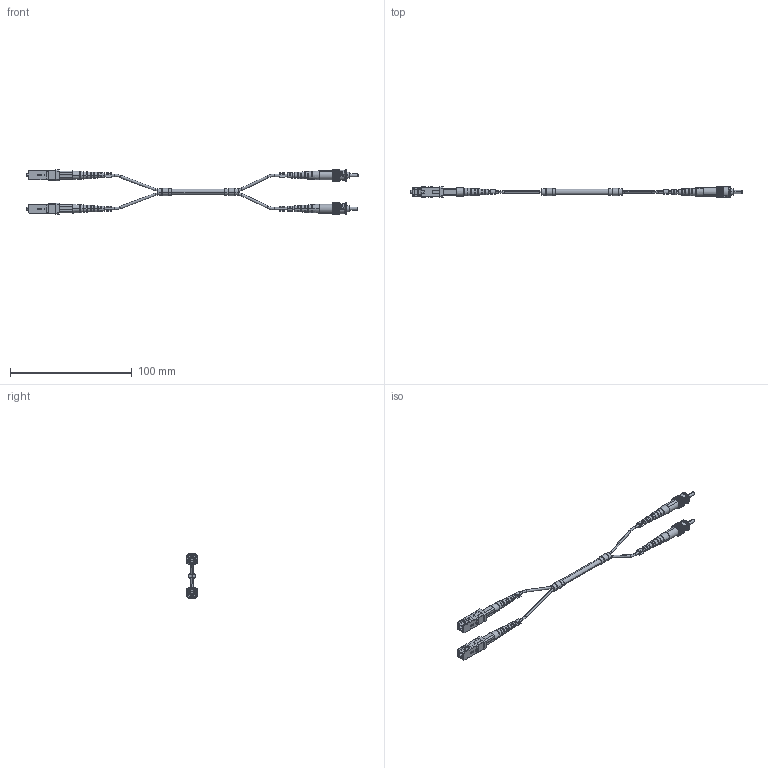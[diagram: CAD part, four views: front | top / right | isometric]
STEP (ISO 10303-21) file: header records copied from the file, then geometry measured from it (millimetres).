
FILE_DESCRIPTION (( 'STEP AP214' ), '1' );
FILE_NAME ('FCA-SSCUSTUD_3D.STEP', '2022-01-18T23:42:37', ( '' ), ( '' ), 'SwSTEP 2.0', 'SolidWorks 2021', '' );
FILE_SCHEMA (( 'AUTOMOTIVE_DESIGN' ));
Length unit declared in the file: inch
Products named in the file (19): Copy (2) of 1AF05-007^FCA-SSCUSTUD; 1AF04-005-MA1^1AF04-005(2)_Copy (2) of 1AF04-005_FCA-SSCUSTUD; 1AF04-005-MA3^1AF04-005(2)_Copy (2) of 1AF04-005_FCA-SSCUSTUD; LBL-C3P-B; 1AF05-007-MA2^Copy of 1AF05-007_FCA-SSCUSTUD; FCA-FCFC-DPS1Z-ma1_YELLOW; FOC-STMMS09; 1AF04-005-MA2^1AF04-005(2)_Copy (2) of 1AF04-005_FCA-SSCUSTUD; Copy (2) of 1AF04-005^FCA-SSCUSTUD; 1AF05-007-MA2^Copy (2) of 1AF05-007_FCA-SSCUSTUD; 1AF05-008-MA1; LBL-C3P-A; 1AF04-005-MA4^1AF04-005(2)_Copy (2) of 1AF04-005_FCA-SSCUSTUD; G652D 2 FIBERS OPTICAL; FOC-001BA-PROD-MA1_New - With Locking Slots; FCA-SSCUSTUD_3D; FOC-001BA-PROD-MA3; Copy of 1AF05-007^FCA-SSCUSTUD; 1AF04-005(2)^Copy (2) of 1AF04-005_FCA-SSCUSTUD
Assembly tree (22 placements, depth 4):
  FCA-SSCUSTUD_3D
    FCA-FCFC-DPS1Z-ma1_YELLOW
    LBL-C3P-A  x2
    LBL-C3P-B  x2
    G652D 2 FIBERS OPTICAL
    Copy (2) of 1AF04-005^FCA-SSCUSTUD  x2
      1AF04-005(2)^Copy (2) of 1AF04-005_FCA-SSCUSTUD
        1AF04-005-MA2^1AF04-005(2)_Copy (2) of 1AF04-005_FCA-SSCUSTUD
        1AF04-005-MA1^1AF04-005(2)_Copy (2) of 1AF04-005_FCA-SSCUSTUD
        1AF04-005-MA4^1AF04-005(2)_Copy (2) of 1AF04-005_FCA-SSCUSTUD
        1AF04-005-MA3^1AF04-005(2)_Copy (2) of 1AF04-005_FCA-SSCUSTUD
    Copy of 1AF05-007^FCA-SSCUSTUD
      1AF05-007-MA2^Copy of 1AF05-007_FCA-SSCUSTUD
    FOC-STMMS09  x2
      FOC-001BA-PROD-MA1_New - With Locking Slots
      FOC-001BA-PROD-MA3
      1AF05-008-MA1
    Copy (2) of 1AF05-007^FCA-SSCUSTUD
      1AF05-007-MA2^Copy (2) of 1AF05-007_FCA-SSCUSTUD
Bounding box: 272.7 x 9.65 x 37.05 mm (x, y, z)
Volume: 9403.3 mm3; surface area: 18522.4 mm2
Topology: 23 solids, 23 shells, 1382 faces, 3940 edges, 2586 vertices
Faces by surface type: plane 914, cylinder 366, cone 56, torus 24, bspline 22
Entity records: 29954 total; most frequent: CARTESIAN_POINT 7448, ORIENTED_EDGE 4510, DIRECTION 4367, EDGE_CURVE 2255, AXIS2_PLACEMENT_3D 1527, VERTEX_POINT 1475, VECTOR 1313, LINE 1313
